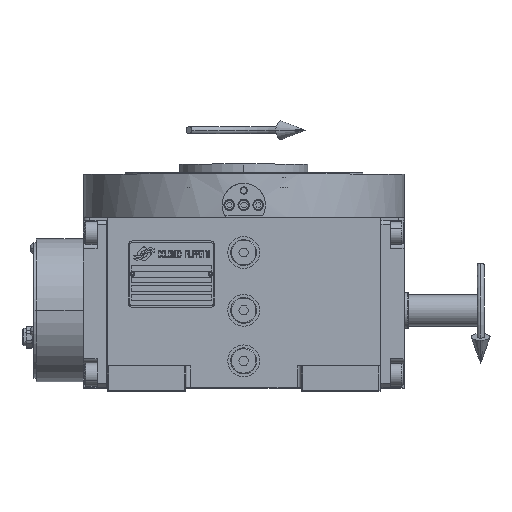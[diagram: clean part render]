
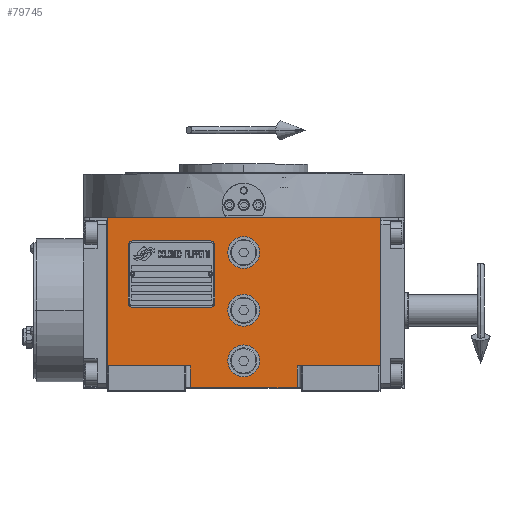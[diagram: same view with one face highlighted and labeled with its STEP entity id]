
A CAD part, top view. The second image highlights one B-rep face of the part: STEP entity #79745.
In plain terms, the highlighted planar face has unit normal (0, 0, 1).
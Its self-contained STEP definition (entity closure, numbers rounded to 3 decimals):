
#463 = EDGE_LOOP ( 'NONE', ( #43787, #64866 ) ) ;
#569 = CARTESIAN_POINT ( 'NONE',  ( 11., -35., 163.5 ) ) ;
#845 = VECTOR ( 'NONE', #18565, 1000. ) ;
#925 = VERTEX_POINT ( 'NONE', #569 ) ;
#1525 = ORIENTED_EDGE ( 'NONE', *, *, #12802, .F. ) ;
#2996 = VERTEX_POINT ( 'NONE', #93453 ) ;
#3882 = LINE ( 'NONE', #27208, #73318 ) ;
#4821 = LINE ( 'NONE', #90088, #97766 ) ;
#5249 = DIRECTION ( 'NONE',  ( -1., 0., 0. ) ) ;
#10070 = LINE ( 'NONE', #93820, #37258 ) ;
#10272 = CARTESIAN_POINT ( 'NONE',  ( -94.5, 64.5, 163.5 ) ) ;
#10800 = EDGE_LOOP ( 'NONE', ( #1525, #43675 ) ) ;
#11117 = VERTEX_POINT ( 'NONE', #33950 ) ;
#11328 = EDGE_CURVE ( 'NONE', #86102, #65287, #66951, .T. ) ;
#11827 = EDGE_CURVE ( 'NONE', #49848, #37377, #21607, .T. ) ;
#12328 = CARTESIAN_POINT ( 'NONE',  ( 0., 0., 163.5 ) ) ;
#12802 = EDGE_CURVE ( 'NONE', #17718, #11117, #63138, .T. ) ;
#13612 = PLANE ( 'NONE',  #24938 ) ;
#13888 = ORIENTED_EDGE ( 'NONE', *, *, #51072, .F. ) ;
#14096 = CARTESIAN_POINT ( 'NONE',  ( -94.5, 64.5, 163.5 ) ) ;
#14498 = CARTESIAN_POINT ( 'NONE',  ( 0., 40., 163.5 ) ) ;
#14607 = DIRECTION ( 'NONE',  ( 0., 0., 1. ) ) ;
#15052 = CARTESIAN_POINT ( 'NONE',  ( -37., -53.5, 163.5 ) ) ;
#15493 = CARTESIAN_POINT ( 'NONE',  ( -37., -53.5, 163.5 ) ) ;
#16373 = CIRCLE ( 'NONE', #73153, 11. ) ;
#16408 = DIRECTION ( 'NONE',  ( 0., 0., 1. ) ) ;
#16622 = ORIENTED_EDGE ( 'NONE', *, *, #61250, .T. ) ;
#17718 = VERTEX_POINT ( 'NONE', #19215 ) ;
#18184 = CARTESIAN_POINT ( 'NONE',  ( -11., 0., 163.5 ) ) ;
#18412 = CARTESIAN_POINT ( 'NONE',  ( 0., -35., 163.5 ) ) ;
#18565 = DIRECTION ( 'NONE',  ( 1., 0., 0. ) ) ;
#18653 = DIRECTION ( 'NONE',  ( 0., 0., 1. ) ) ;
#19034 = ORIENTED_EDGE ( 'NONE', *, *, #65479, .T. ) ;
#19215 = CARTESIAN_POINT ( 'NONE',  ( 11., 40., 163.5 ) ) ;
#19367 = EDGE_CURVE ( 'NONE', #19943, #37377, #3882, .T. ) ;
#19943 = VERTEX_POINT ( 'NONE', #74824 ) ;
#21607 = LINE ( 'NONE', #15493, #32027 ) ;
#24938 = AXIS2_PLACEMENT_3D ( 'NONE', #37979, #14607, #44587 ) ;
#25268 = DIRECTION ( 'NONE',  ( -1., 0., 0. ) ) ;
#25682 = ORIENTED_EDGE ( 'NONE', *, *, #11827, .F. ) ;
#26885 = VERTEX_POINT ( 'NONE', #78580 ) ;
#27208 = CARTESIAN_POINT ( 'NONE',  ( -94.5, -38.5, 163.5 ) ) ;
#28733 = ORIENTED_EDGE ( 'NONE', *, *, #93530, .T. ) ;
#30206 = ORIENTED_EDGE ( 'NONE', *, *, #91727, .F. ) ;
#30255 = DIRECTION ( 'NONE',  ( 1., 0., 0. ) ) ;
#32027 = VECTOR ( 'NONE', #45970, 1000. ) ;
#33599 = EDGE_LOOP ( 'NONE', ( #28733, #95455, #19034, #16622, #88553, #30206, #56902, #25682 ) ) ;
#33621 = ORIENTED_EDGE ( 'NONE', *, *, #62417, .F. ) ;
#33950 = CARTESIAN_POINT ( 'NONE',  ( -11., 40., 163.5 ) ) ;
#34350 = VERTEX_POINT ( 'NONE', #87655 ) ;
#36188 = DIRECTION ( 'NONE',  ( 0., 0., 1. ) ) ;
#37258 = VECTOR ( 'NONE', #49134, 1000. ) ;
#37377 = VERTEX_POINT ( 'NONE', #61166 ) ;
#37979 = CARTESIAN_POINT ( 'NONE',  ( -94.5, -53.5, 163.5 ) ) ;
#39466 = EDGE_LOOP ( 'NONE', ( #13888, #33621 ) ) ;
#40588 = AXIS2_PLACEMENT_3D ( 'NONE', #18412, #16408, #78896 ) ;
#40923 = CARTESIAN_POINT ( 'NONE',  ( 37., -38.5, 163.5 ) ) ;
#43675 = ORIENTED_EDGE ( 'NONE', *, *, #50090, .F. ) ;
#43705 = CARTESIAN_POINT ( 'NONE',  ( 0., 0., 163.5 ) ) ;
#43787 = ORIENTED_EDGE ( 'NONE', *, *, #52235, .F. ) ;
#44587 = DIRECTION ( 'NONE',  ( 1., 0., 0. ) ) ;
#45970 = DIRECTION ( 'NONE',  ( 0., 1., 0. ) ) ;
#46330 = VECTOR ( 'NONE', #81404, 1000. ) ;
#46736 = VECTOR ( 'NONE', #62425, 1000. ) ;
#49134 = DIRECTION ( 'NONE',  ( 0., -1., 0. ) ) ;
#49848 = VERTEX_POINT ( 'NONE', #82229 ) ;
#50090 = EDGE_CURVE ( 'NONE', #11117, #17718, #58275, .T. ) ;
#50404 = CARTESIAN_POINT ( 'NONE',  ( 94.5, -38.5, 163.5 ) ) ;
#51072 = EDGE_CURVE ( 'NONE', #925, #68326, #61721, .T. ) ;
#51379 = AXIS2_PLACEMENT_3D ( 'NONE', #51426, #36188, #5249 ) ;
#51426 = CARTESIAN_POINT ( 'NONE',  ( 0., -35., 163.5 ) ) ;
#51893 = LINE ( 'NONE', #50404, #46330 ) ;
#51986 = DIRECTION ( 'NONE',  ( 0., 1., 0. ) ) ;
#52235 = EDGE_CURVE ( 'NONE', #26885, #94433, #16373, .T. ) ;
#53334 = DIRECTION ( 'NONE',  ( -1., 0., 0. ) ) ;
#54274 = LINE ( 'NONE', #40923, #46736 ) ;
#56605 = EDGE_CURVE ( 'NONE', #94433, #26885, #78589, .T. ) ;
#56902 = ORIENTED_EDGE ( 'NONE', *, *, #19367, .T. ) ;
#58275 = CIRCLE ( 'NONE', #92319, 11. ) ;
#61166 = CARTESIAN_POINT ( 'NONE',  ( -37., -38.5, 163.5 ) ) ;
#61250 = EDGE_CURVE ( 'NONE', #79200, #65287, #51893, .T. ) ;
#61357 = FACE_BOUND ( 'NONE', #10800, .T. ) ;
#61721 = CIRCLE ( 'NONE', #40588, 11. ) ;
#62417 = EDGE_CURVE ( 'NONE', #68326, #925, #90297, .T. ) ;
#62425 = DIRECTION ( 'NONE',  ( 1., 0., 0. ) ) ;
#63138 = CIRCLE ( 'NONE', #80944, 11. ) ;
#64866 = ORIENTED_EDGE ( 'NONE', *, *, #56605, .F. ) ;
#65287 = VERTEX_POINT ( 'NONE', #94923 ) ;
#65479 = EDGE_CURVE ( 'NONE', #2996, #79200, #54274, .T. ) ;
#66951 = LINE ( 'NONE', #14096, #71102 ) ;
#68326 = VERTEX_POINT ( 'NONE', #86247 ) ;
#68976 = FACE_BOUND ( 'NONE', #39466, .T. ) ;
#71102 = VECTOR ( 'NONE', #84677, 1000. ) ;
#73153 = AXIS2_PLACEMENT_3D ( 'NONE', #12328, #96564, #88962 ) ;
#73318 = VECTOR ( 'NONE', #73964, 1000. ) ;
#73706 = EDGE_CURVE ( 'NONE', #2996, #34350, #10070, .T. ) ;
#73964 = DIRECTION ( 'NONE',  ( 1., 0., 0. ) ) ;
#74824 = CARTESIAN_POINT ( 'NONE',  ( -94.5, -38.5, 163.5 ) ) ;
#75713 = CARTESIAN_POINT ( 'NONE',  ( 94.5, -38.5, 163.5 ) ) ;
#78580 = CARTESIAN_POINT ( 'NONE',  ( 11., 0., 163.5 ) ) ;
#78589 = CIRCLE ( 'NONE', #80163, 11. ) ;
#78896 = DIRECTION ( 'NONE',  ( 1., 0., 0. ) ) ;
#79200 = VERTEX_POINT ( 'NONE', #75713 ) ;
#79745 = ADVANCED_FACE ( 'NONE', ( #84179, #68976, #61357, #99893 ), #13612, .T. ) ;
#80163 = AXIS2_PLACEMENT_3D ( 'NONE', #43705, #99529, #53334 ) ;
#80944 = AXIS2_PLACEMENT_3D ( 'NONE', #14498, #99274, #30255 ) ;
#81404 = DIRECTION ( 'NONE',  ( 0., 1., 0. ) ) ;
#82229 = CARTESIAN_POINT ( 'NONE',  ( -37., -53.5, 163.5 ) ) ;
#84179 = FACE_BOUND ( 'NONE', #463, .T. ) ;
#84628 = LINE ( 'NONE', #15052, #845 ) ;
#84677 = DIRECTION ( 'NONE',  ( 1., 0., 0. ) ) ;
#86102 = VERTEX_POINT ( 'NONE', #10272 ) ;
#86247 = CARTESIAN_POINT ( 'NONE',  ( -11., -35., 163.5 ) ) ;
#87655 = CARTESIAN_POINT ( 'NONE',  ( 37., -53.5, 163.5 ) ) ;
#88553 = ORIENTED_EDGE ( 'NONE', *, *, #11328, .F. ) ;
#88962 = DIRECTION ( 'NONE',  ( 1., 0., 0. ) ) ;
#90088 = CARTESIAN_POINT ( 'NONE',  ( -94.5, -38.5, 163.5 ) ) ;
#90297 = CIRCLE ( 'NONE', #51379, 11. ) ;
#91727 = EDGE_CURVE ( 'NONE', #19943, #86102, #4821, .T. ) ;
#92319 = AXIS2_PLACEMENT_3D ( 'NONE', #94775, #18653, #25268 ) ;
#93453 = CARTESIAN_POINT ( 'NONE',  ( 37., -38.5, 163.5 ) ) ;
#93530 = EDGE_CURVE ( 'NONE', #49848, #34350, #84628, .T. ) ;
#93820 = CARTESIAN_POINT ( 'NONE',  ( 37., -38.5, 163.5 ) ) ;
#94433 = VERTEX_POINT ( 'NONE', #18184 ) ;
#94775 = CARTESIAN_POINT ( 'NONE',  ( 0., 40., 163.5 ) ) ;
#94923 = CARTESIAN_POINT ( 'NONE',  ( 94.5, 64.5, 163.5 ) ) ;
#95455 = ORIENTED_EDGE ( 'NONE', *, *, #73706, .F. ) ;
#96564 = DIRECTION ( 'NONE',  ( 0., 0., 1. ) ) ;
#97766 = VECTOR ( 'NONE', #51986, 1000. ) ;
#99274 = DIRECTION ( 'NONE',  ( 0., 0., 1. ) ) ;
#99529 = DIRECTION ( 'NONE',  ( 0., 0., 1. ) ) ;
#99893 = FACE_OUTER_BOUND ( 'NONE', #33599, .T. ) ;
